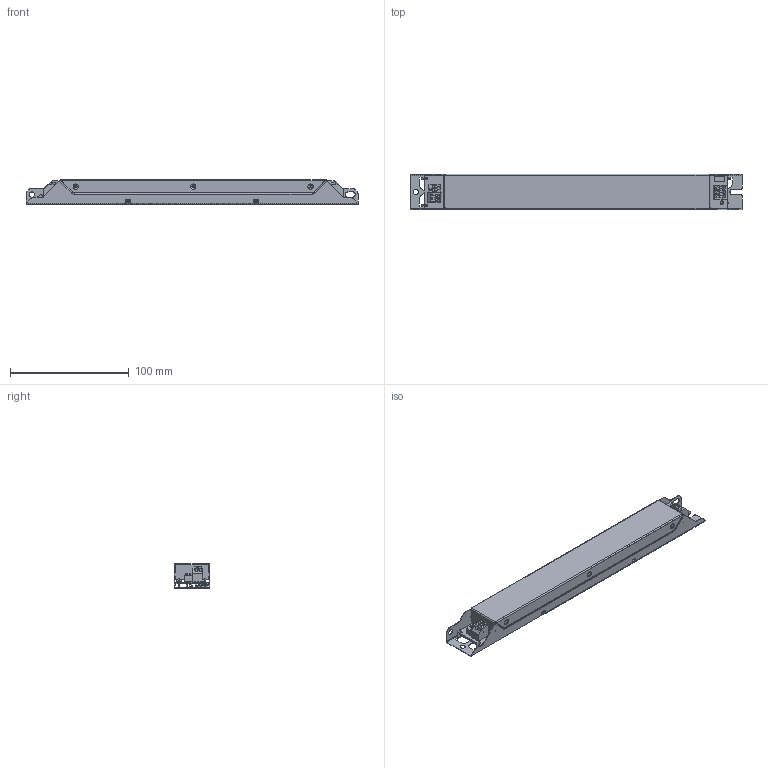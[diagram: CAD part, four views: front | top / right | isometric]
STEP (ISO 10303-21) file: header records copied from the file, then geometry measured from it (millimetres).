
FILE_DESCRIPTION(('STEP AP214'), '1');
FILE_NAME('ﾈﾏﾑ 20ﾕﾕ', '', ('UNSPECIFIED'), ('UNSPECIFIED'), 'C3D Converter', 'C3D Toolkit', '');
FILE_SCHEMA(('AUTOMOTIVE_DESIGN { 1 0 10303 214 3 1 1}'));
Length unit declared in the file: millimetre
Products named in the file (1): ИПС
Bounding box: 280 x 30 x 21 mm (x, y, z)
Volume: 28536.7 mm3; surface area: 69444.4 mm2
Topology: 1 solids, 1 shells, 970 faces, 2635 edges, 1644 vertices
Faces by surface type: plane 569, cylinder 272, torus 69, sphere 39, cone 19, bspline 2
Full cylindrical faces by diameter (mm): 0.7 x4, 1.8 x2, 2.9 x1, 3.2 x3, 4.5 x8, 5.6 x1
Entity records: 38237 total; most frequent: CARTESIAN_POINT 5965, ORIENTED_EDGE 5082, DIRECTION 5064, EDGE_CURVE 2541, LINE 1816, VECTOR 1816, VERTEX_POINT 1644, AXIS2_PLACEMENT_3D 1624
